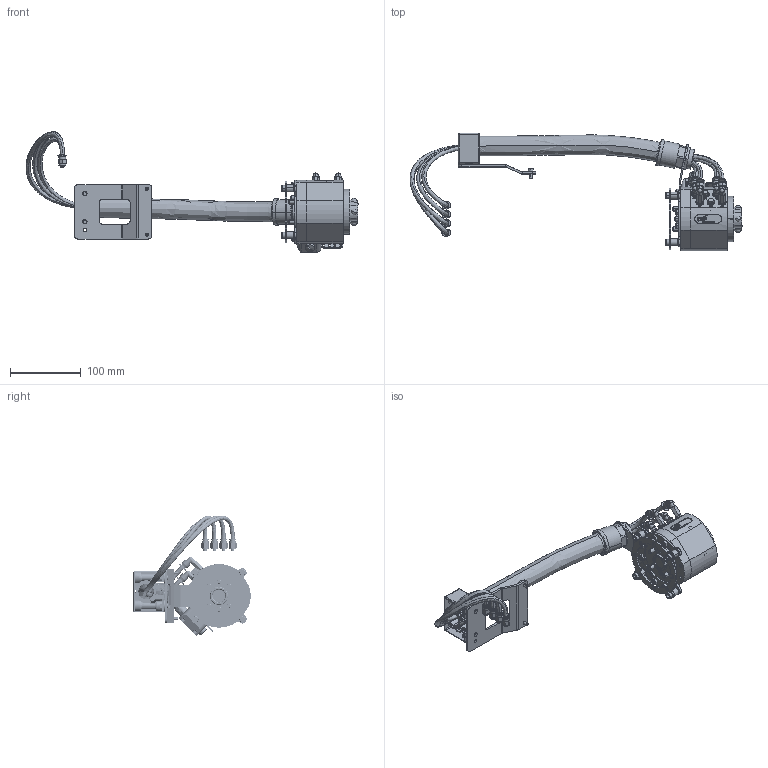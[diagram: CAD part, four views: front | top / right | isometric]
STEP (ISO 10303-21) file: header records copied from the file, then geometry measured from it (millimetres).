
FILE_DESCRIPTION (( 'STEP AP203' ), '1' );
FILE_NAME ('TS103-202.STEP', '2021-04-15T12:01:44', ( '' ), ( '' ), 'SwSTEP 2.0', 'SolidWorks 2019', '' );
FILE_SCHEMA (( 'CONFIG_CONTROL_DESIGN' ));
Products named in the file (1): TS103-202
Bounding box: 470.96 x 166.28 x 170.9 mm (x, y, z)
Volume: 697506.1 mm3; surface area: 336966.7 mm2
Topology: 96 solids, 96 shells, 3497 faces, 8527 edges, 5458 vertices
Faces by surface type: plane 1310, cylinder 1131, bspline 573, cone 327, torus 146, sphere 10
Entity records: 218958 total; most frequent: CARTESIAN_POINT 138780, ORIENTED_EDGE 16946, DIRECTION 15739, EDGE_CURVE 8473, AXIS2_PLACEMENT_3D 5850, VERTEX_POINT 5446, LINE 4039, VECTOR 4039
